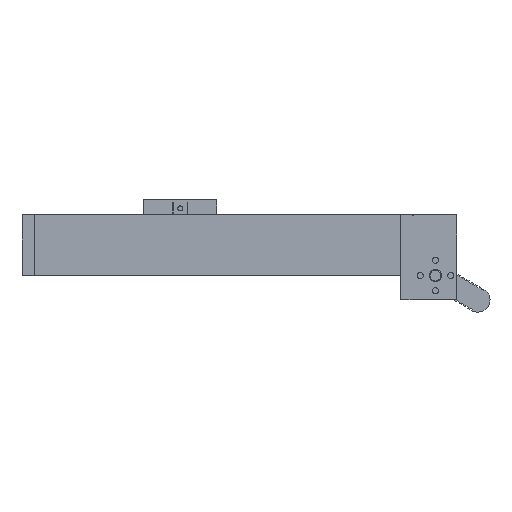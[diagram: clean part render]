
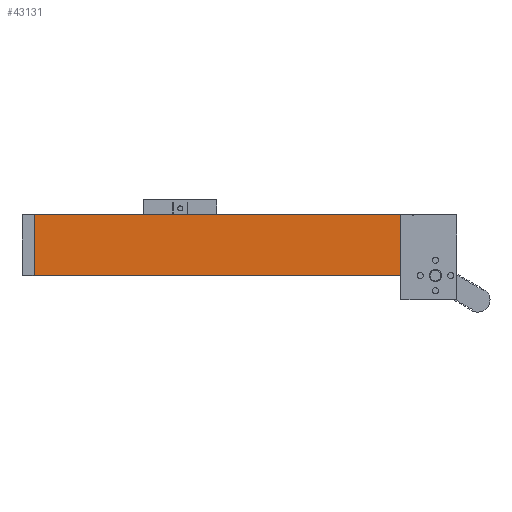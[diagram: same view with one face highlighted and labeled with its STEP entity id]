
A CAD part, left-side view. The second image highlights one B-rep face of the part: STEP entity #43131.
In plain terms, the highlighted planar face has unit normal (-1, 0, 0).
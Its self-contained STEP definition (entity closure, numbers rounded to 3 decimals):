
#843=LINE('',#55864,#4052);
#897=LINE('',#56000,#4106);
#898=LINE('',#56002,#4107);
#899=LINE('',#56004,#4108);
#4052=VECTOR('',#47591,1000.);
#4106=VECTOR('',#47693,1000.);
#4107=VECTOR('',#47696,1000.);
#4108=VECTOR('',#47697,1000.);
#7262=PLANE('',#45046);
#8854=ORIENTED_EDGE('',*,*,#17842,.T.);
#8855=ORIENTED_EDGE('',*,*,#17843,.F.);
#8856=ORIENTED_EDGE('',*,*,#17779,.F.);
#8857=ORIENTED_EDGE('',*,*,#17841,.T.);
#17779=EDGE_CURVE('',#22292,#22293,#843,.T.);
#17841=EDGE_CURVE('',#22292,#22350,#897,.T.);
#17842=EDGE_CURVE('',#22350,#22351,#898,.T.);
#17843=EDGE_CURVE('',#22293,#22351,#899,.T.);
#22292=VERTEX_POINT('',#55863);
#22293=VERTEX_POINT('',#55865);
#22350=VERTEX_POINT('',#55999);
#22351=VERTEX_POINT('',#56003);
#26063=EDGE_LOOP('',(#8854,#8855,#8856,#8857));
#28332=FACE_BOUND('',#26063,.T.);
#43131=ADVANCED_FACE('',(#28332),#7262,.F.);
#45046=AXIS2_PLACEMENT_3D('',#56001,#47694,#47695);
#47591=DIRECTION('',(0.,0.,1.));
#47693=DIRECTION('',(0.,-1.,0.));
#47694=DIRECTION('',(1.,0.,0.));
#47695=DIRECTION('',(0.,0.,-1.));
#47696=DIRECTION('',(0.,0.,1.));
#47697=DIRECTION('',(0.,-1.,0.));
#55863=CARTESIAN_POINT('',(-25.,300.,-25.));
#55864=CARTESIAN_POINT('',(-25.,300.,-25.));
#55865=CARTESIAN_POINT('',(-25.,300.,25.));
#55999=CARTESIAN_POINT('',(-25.,0.,-25.));
#56000=CARTESIAN_POINT('',(-25.,100.,-25.));
#56001=CARTESIAN_POINT('',(-25.,100.,-25.));
#56002=CARTESIAN_POINT('',(-25.,0.,-25.));
#56003=CARTESIAN_POINT('',(-25.,0.,25.));
#56004=CARTESIAN_POINT('',(-25.,100.,25.));
